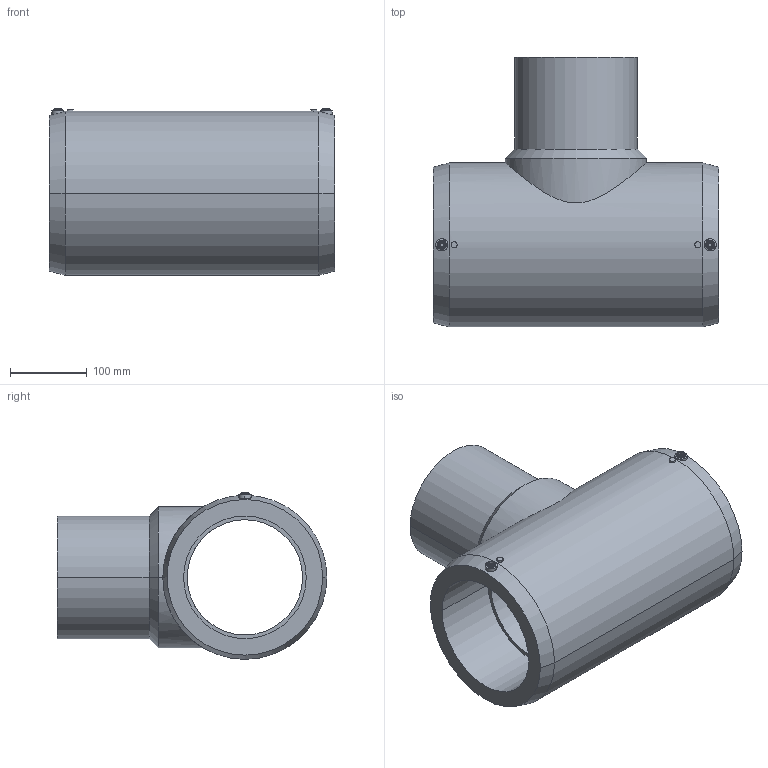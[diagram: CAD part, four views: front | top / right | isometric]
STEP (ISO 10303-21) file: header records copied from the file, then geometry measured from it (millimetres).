
FILE_DESCRIPTION( ( '' ), '1' );
FILE_NAME( 'TELE-A 160.stp', '2015-08-31T14:00:00', ( '' ), ( '' ), ' ', ' ', ' ' );
FILE_SCHEMA( ( 'automotive_design' ) );
Length unit declared in the file: millimetre
Products named in the file (1): 1
Bounding box: 372 x 352 x 217.5 mm (x, y, z)
Volume: 7917819.9 mm3; surface area: 579478.8 mm2
Topology: 1 solids, 1 shells, 61 faces, 132 edges, 82 vertices
Faces by surface type: cylinder 34, cone 14, plane 13
Entity records: 3758 total; most frequent: CARTESIAN_POINT 814, DIRECTION 302, STYLED_ITEM 276, PRESENTATION_STYLE_ASSIGNMENT 276, COLOUR_RGB 276, ORIENTED_EDGE 264, EDGE_CURVE 132, CURVE_STYLE 132
